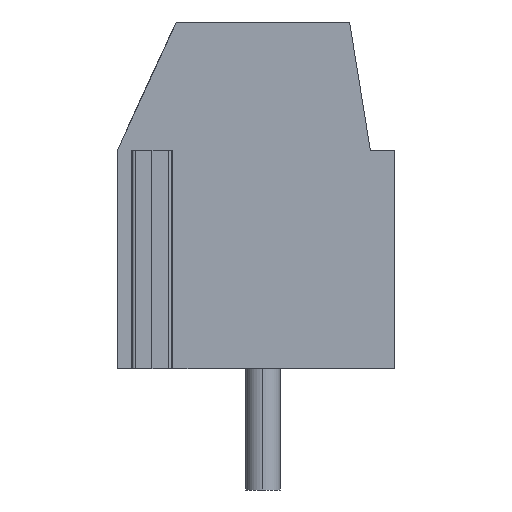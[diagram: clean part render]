
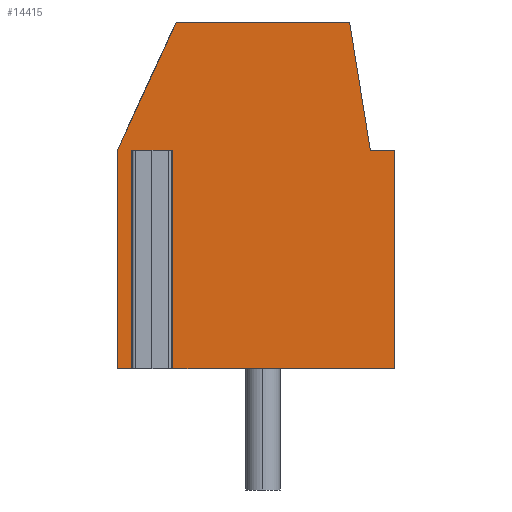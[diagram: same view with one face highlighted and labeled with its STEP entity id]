
A CAD part, left-side view. The second image highlights one B-rep face of the part: STEP entity #14415.
In plain terms, the highlighted planar face has unit normal (-1, 0, 0).
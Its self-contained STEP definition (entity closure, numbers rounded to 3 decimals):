
#14340=AXIS2_PLACEMENT_3D('Plane Axis2P3D',#14337,#14338,#14339) ;
#13459=CARTESIAN_POINT('Vertex',(0.6,-3.013,9.8)) ;
#13464=CARTESIAN_POINT('Line Origine',(0.6,-3.013,6.65)) ;
#13468=CARTESIAN_POINT('Vertex',(0.6,-3.013,3.5)) ;
#13710=CARTESIAN_POINT('Vertex',(0.6,3.287,13.5)) ;
#13713=CARTESIAN_POINT('Line Origine',(0.6,0.787,13.5)) ;
#13717=CARTESIAN_POINT('Vertex',(0.6,-1.713,13.5)) ;
#14187=CARTESIAN_POINT('Vertex',(0.6,-2.313,9.8)) ;
#14192=CARTESIAN_POINT('Line Origine',(0.6,-2.663,9.8)) ;
#14337=CARTESIAN_POINT('Axis2P3D Location',(0.6,0.787,3.5)) ;
#14342=CARTESIAN_POINT('Line Origine',(0.6,3.829,9.8)) ;
#14346=CARTESIAN_POINT('Vertex',(0.6,3.672,9.8)) ;
#14348=CARTESIAN_POINT('Vertex',(0.6,3.987,9.8)) ;
#14351=CARTESIAN_POINT('Line Origine',(0.6,3.672,6.65)) ;
#14355=CARTESIAN_POINT('Vertex',(0.6,3.672,3.5)) ;
#14358=CARTESIAN_POINT('Line Origine',(0.6,0.329,3.5)) ;
#14363=CARTESIAN_POINT('Line Origine',(0.6,-2.013,11.65)) ;
#14368=CARTESIAN_POINT('Line Origine',(0.6,4.137,11.65)) ;
#14372=CARTESIAN_POINT('Vertex',(0.6,4.987,9.8)) ;
#14375=CARTESIAN_POINT('Line Origine',(0.6,4.987,6.65)) ;
#14379=CARTESIAN_POINT('Vertex',(0.6,4.987,3.5)) ;
#14382=CARTESIAN_POINT('Line Origine',(0.6,4.644,3.5)) ;
#14386=CARTESIAN_POINT('Vertex',(0.6,4.302,3.5)) ;
#14389=CARTESIAN_POINT('Line Origine',(0.6,4.302,6.65)) ;
#14393=CARTESIAN_POINT('Vertex',(0.6,4.302,9.8)) ;
#14396=CARTESIAN_POINT('Line Origine',(0.6,4.144,9.8)) ;
#13465=DIRECTION('Vector Direction',(0.,0.,-1.)) ;
#13714=DIRECTION('Vector Direction',(0.,-1.,0.)) ;
#14193=DIRECTION('Vector Direction',(0.,-1.,0.)) ;
#14338=DIRECTION('Axis2P3D Direction',(1.,0.,0.)) ;
#14339=DIRECTION('Axis2P3D XDirection',(0.,0.,1.)) ;
#14343=DIRECTION('Vector Direction',(0.,1.,0.)) ;
#14352=DIRECTION('Vector Direction',(0.,0.,1.)) ;
#14359=DIRECTION('Vector Direction',(0.,1.,0.)) ;
#14364=DIRECTION('Vector Direction',(0.,0.16,0.987)) ;
#14369=DIRECTION('Vector Direction',(0.,-0.418,0.909)) ;
#14376=DIRECTION('Vector Direction',(0.,0.,1.)) ;
#14383=DIRECTION('Vector Direction',(0.,1.,0.)) ;
#14390=DIRECTION('Vector Direction',(0.,0.,1.)) ;
#14397=DIRECTION('Vector Direction',(0.,-1.,0.)) ;
#13466=VECTOR('Line Direction',#13465,1.) ;
#13715=VECTOR('Line Direction',#13714,1.) ;
#14194=VECTOR('Line Direction',#14193,1.) ;
#14344=VECTOR('Line Direction',#14343,1.) ;
#14353=VECTOR('Line Direction',#14352,1.) ;
#14360=VECTOR('Line Direction',#14359,1.) ;
#14365=VECTOR('Line Direction',#14364,1.) ;
#14370=VECTOR('Line Direction',#14369,1.) ;
#14377=VECTOR('Line Direction',#14376,1.) ;
#14384=VECTOR('Line Direction',#14383,1.) ;
#14391=VECTOR('Line Direction',#14390,1.) ;
#14398=VECTOR('Line Direction',#14397,1.) ;
#14402=ORIENTED_EDGE('',*,*,#14350,.F.) ;
#14403=ORIENTED_EDGE('',*,*,#14357,.F.) ;
#14404=ORIENTED_EDGE('',*,*,#14362,.F.) ;
#14405=ORIENTED_EDGE('',*,*,#13470,.F.) ;
#14406=ORIENTED_EDGE('',*,*,#14196,.F.) ;
#14407=ORIENTED_EDGE('',*,*,#14367,.F.) ;
#14408=ORIENTED_EDGE('',*,*,#13719,.F.) ;
#14409=ORIENTED_EDGE('',*,*,#14374,.F.) ;
#14410=ORIENTED_EDGE('',*,*,#14381,.F.) ;
#14411=ORIENTED_EDGE('',*,*,#14388,.F.) ;
#14412=ORIENTED_EDGE('',*,*,#14395,.T.) ;
#14413=ORIENTED_EDGE('',*,*,#14400,.F.) ;
#14415=ADVANCED_FACE('Housing-3',(#14414),#14341,.F.) ;
#13470=EDGE_CURVE('',#13460,#13469,#13467,.T.) ;
#13719=EDGE_CURVE('',#13711,#13718,#13716,.T.) ;
#14196=EDGE_CURVE('',#14188,#13460,#14195,.T.) ;
#14350=EDGE_CURVE('',#14347,#14349,#14345,.T.) ;
#14357=EDGE_CURVE('',#14356,#14347,#14354,.T.) ;
#14362=EDGE_CURVE('',#13469,#14356,#14361,.T.) ;
#14367=EDGE_CURVE('',#13718,#14188,#14366,.F.) ;
#14374=EDGE_CURVE('',#14373,#13711,#14371,.T.) ;
#14381=EDGE_CURVE('',#14380,#14373,#14378,.T.) ;
#14388=EDGE_CURVE('',#14387,#14380,#14385,.T.) ;
#14395=EDGE_CURVE('',#14387,#14394,#14392,.T.) ;
#14400=EDGE_CURVE('',#14349,#14394,#14399,.F.) ;
#14401=EDGE_LOOP('',(#14402,#14403,#14404,#14405,#14406,#14407,#14408,#14409,#14410,#14411,#14412,#14413)) ;
#14414=FACE_OUTER_BOUND('',#14401,.T.) ;
#13467=LINE('Line',#13464,#13466) ;
#13716=LINE('Line',#13713,#13715) ;
#14195=LINE('Line',#14192,#14194) ;
#14345=LINE('Line',#14342,#14344) ;
#14354=LINE('Line',#14351,#14353) ;
#14361=LINE('Line',#14358,#14360) ;
#14366=LINE('Line',#14363,#14365) ;
#14371=LINE('Line',#14368,#14370) ;
#14378=LINE('Line',#14375,#14377) ;
#14385=LINE('Line',#14382,#14384) ;
#14392=LINE('Line',#14389,#14391) ;
#14399=LINE('Line',#14396,#14398) ;
#14341=PLANE('',#14340) ;
#13460=VERTEX_POINT('',#13459) ;
#13469=VERTEX_POINT('',#13468) ;
#13711=VERTEX_POINT('',#13710) ;
#13718=VERTEX_POINT('',#13717) ;
#14188=VERTEX_POINT('',#14187) ;
#14347=VERTEX_POINT('',#14346) ;
#14349=VERTEX_POINT('',#14348) ;
#14356=VERTEX_POINT('',#14355) ;
#14373=VERTEX_POINT('',#14372) ;
#14380=VERTEX_POINT('',#14379) ;
#14387=VERTEX_POINT('',#14386) ;
#14394=VERTEX_POINT('',#14393) ;
